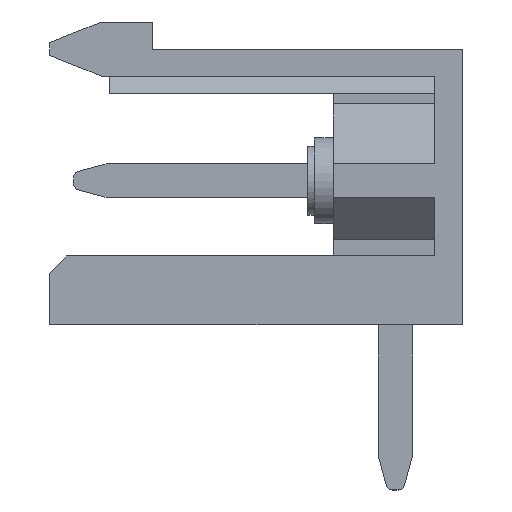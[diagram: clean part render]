
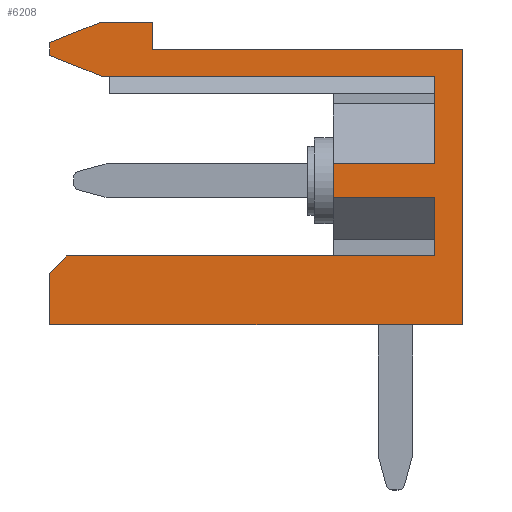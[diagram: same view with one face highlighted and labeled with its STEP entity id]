
A CAD part, left-side view. The second image highlights one B-rep face of the part: STEP entity #6208.
In plain terms, the highlighted planar face has unit normal (-1, 0, 0).
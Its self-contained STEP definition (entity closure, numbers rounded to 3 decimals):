
#56 = ORIENTED_EDGE ( 'NONE', *, *, #8694, .T. ) ;
#364 = CARTESIAN_POINT ( 'NONE',  ( 0., 11.5, -6. ) ) ;
#550 = DIRECTION ( 'NONE',  ( 0., 0., 1. ) ) ;
#643 = LINE ( 'NONE', #16209, #4426 ) ;
#728 = LINE ( 'NONE', #8628, #16968 ) ;
#923 = EDGE_CURVE ( 'NONE', #14441, #20206, #12404, .T. ) ;
#973 = LINE ( 'NONE', #10838, #12918 ) ;
#1008 = EDGE_LOOP ( 'NONE', ( #12914, #56, #18518, #4076, #5698, #9283, #19770, #7981, #15135, #10304, #1791, #2786, #1243, #10379, #18557, #11668, #1529 ) ) ;
#1243 = ORIENTED_EDGE ( 'NONE', *, *, #12103, .F. ) ;
#1253 = CARTESIAN_POINT ( 'NONE',  ( 0., 12., -8. ) ) ;
#1283 = CARTESIAN_POINT ( 'NONE',  ( 0., 0., 0. ) ) ;
#1516 = DIRECTION ( 'NONE',  ( 0., 0.928, 0.371 ) ) ;
#1529 = ORIENTED_EDGE ( 'NONE', *, *, #3450, .F. ) ;
#1550 = EDGE_CURVE ( 'NONE', #7400, #19314, #3990, .T. ) ;
#1791 = ORIENTED_EDGE ( 'NONE', *, *, #5654, .F. ) ;
#1826 = LINE ( 'NONE', #2698, #18572 ) ;
#1834 = DIRECTION ( 'NONE',  ( 0., 1., 0. ) ) ;
#1883 = CARTESIAN_POINT ( 'NONE',  ( 0., 0., 0. ) ) ;
#1901 = VECTOR ( 'NONE', #8416, 1000. ) ;
#2133 = CARTESIAN_POINT ( 'NONE',  ( 0., 0.8, -3.31 ) ) ;
#2289 = LINE ( 'NONE', #12385, #10435 ) ;
#2595 = CARTESIAN_POINT ( 'NONE',  ( 0., 10.5, 0.8 ) ) ;
#2698 = CARTESIAN_POINT ( 'NONE',  ( 0., 9.01, 0.8 ) ) ;
#2786 = ORIENTED_EDGE ( 'NONE', *, *, #3979, .F. ) ;
#2799 = EDGE_CURVE ( 'NONE', #7400, #16812, #643, .T. ) ;
#2911 = DIRECTION ( 'NONE',  ( 0., -1., 0. ) ) ;
#2919 = EDGE_CURVE ( 'NONE', #12818, #12229, #10554, .T. ) ;
#3242 = PLANE ( 'NONE',  #11826 ) ;
#3450 = EDGE_CURVE ( 'NONE', #19795, #20282, #4475, .T. ) ;
#3520 = CARTESIAN_POINT ( 'NONE',  ( 0., 10.5, -0.77 ) ) ;
#3971 = VECTOR ( 'NONE', #18108, 1000. ) ;
#3979 = EDGE_CURVE ( 'NONE', #16019, #8459, #14873, .T. ) ;
#3990 = LINE ( 'NONE', #15814, #20693 ) ;
#4076 = ORIENTED_EDGE ( 'NONE', *, *, #18613, .F. ) ;
#4426 = VECTOR ( 'NONE', #17851, 1000. ) ;
#4475 = LINE ( 'NONE', #16470, #3971 ) ;
#4498 = LINE ( 'NONE', #12071, #12644 ) ;
#4691 = VECTOR ( 'NONE', #16020, 1000. ) ;
#4873 = CARTESIAN_POINT ( 'NONE',  ( 0., 0., 0. ) ) ;
#5161 = CARTESIAN_POINT ( 'NONE',  ( 0., 10.5, -0.77 ) ) ;
#5654 = EDGE_CURVE ( 'NONE', #8459, #13786, #19096, .T. ) ;
#5698 = ORIENTED_EDGE ( 'NONE', *, *, #2919, .F. ) ;
#6103 = EDGE_CURVE ( 'NONE', #20206, #6575, #1826, .T. ) ;
#6208 = ADVANCED_FACE ( 'NONE', ( #12236 ), #3242, .F. ) ;
#6510 = DIRECTION ( 'NONE',  ( 1., 0., 0. ) ) ;
#6575 = VERTEX_POINT ( 'NONE', #12685 ) ;
#6915 = EDGE_CURVE ( 'NONE', #16039, #14441, #15738, .T. ) ;
#7015 = CARTESIAN_POINT ( 'NONE',  ( 0., 0.8, -6. ) ) ;
#7314 = CARTESIAN_POINT ( 'NONE',  ( 0., 12., -6.5 ) ) ;
#7400 = VERTEX_POINT ( 'NONE', #13210 ) ;
#7981 = ORIENTED_EDGE ( 'NONE', *, *, #923, .F. ) ;
#8070 = VECTOR ( 'NONE', #9603, 1000. ) ;
#8281 = CARTESIAN_POINT ( 'NONE',  ( 0., 0.8, -6. ) ) ;
#8416 = DIRECTION ( 'NONE',  ( 0., 0., -1. ) ) ;
#8459 = VERTEX_POINT ( 'NONE', #3520 ) ;
#8628 = CARTESIAN_POINT ( 'NONE',  ( 0., 12., -8. ) ) ;
#8694 = EDGE_CURVE ( 'NONE', #9644, #14169, #973, .T. ) ;
#9036 = VECTOR ( 'NONE', #14859, 1000. ) ;
#9087 = CARTESIAN_POINT ( 'NONE',  ( 0., 12., 0.2 ) ) ;
#9243 = DIRECTION ( 'NONE',  ( 0., 0., -1. ) ) ;
#9283 = ORIENTED_EDGE ( 'NONE', *, *, #13037, .F. ) ;
#9603 = DIRECTION ( 'NONE',  ( 0., -1., 0. ) ) ;
#9616 = CARTESIAN_POINT ( 'NONE',  ( 0., 12., -0.17 ) ) ;
#9644 = VERTEX_POINT ( 'NONE', #364 ) ;
#10176 = LINE ( 'NONE', #14085, #18293 ) ;
#10304 = ORIENTED_EDGE ( 'NONE', *, *, #14137, .F. ) ;
#10379 = ORIENTED_EDGE ( 'NONE', *, *, #1550, .F. ) ;
#10435 = VECTOR ( 'NONE', #14011, 1000. ) ;
#10504 = VECTOR ( 'NONE', #1516, 1000. ) ;
#10542 = CARTESIAN_POINT ( 'NONE',  ( 0., 10.5, 0.8 ) ) ;
#10554 = LINE ( 'NONE', #1883, #1901 ) ;
#10838 = CARTESIAN_POINT ( 'NONE',  ( 0., 11.5, -6. ) ) ;
#11668 = ORIENTED_EDGE ( 'NONE', *, *, #19655, .T. ) ;
#11826 = AXIS2_PLACEMENT_3D ( 'NONE', #4873, #6510, #17860 ) ;
#11964 = DIRECTION ( 'NONE',  ( 0., -0.928, 0.371 ) ) ;
#12071 = CARTESIAN_POINT ( 'NONE',  ( 0., 12., -0.17 ) ) ;
#12103 = EDGE_CURVE ( 'NONE', #19314, #16019, #2289, .T. ) ;
#12229 = VERTEX_POINT ( 'NONE', #12677 ) ;
#12236 = FACE_OUTER_BOUND ( 'NONE', #1008, .T. ) ;
#12385 = CARTESIAN_POINT ( 'NONE',  ( 0., 0.8, -0.77 ) ) ;
#12404 = LINE ( 'NONE', #10542, #8070 ) ;
#12644 = VECTOR ( 'NONE', #20124, 1000. ) ;
#12677 = CARTESIAN_POINT ( 'NONE',  ( 0., 0., -8. ) ) ;
#12684 = CARTESIAN_POINT ( 'NONE',  ( 0., 3.75, -4.31 ) ) ;
#12685 = CARTESIAN_POINT ( 'NONE',  ( 0., 9.01, 0. ) ) ;
#12818 = VERTEX_POINT ( 'NONE', #1283 ) ;
#12914 = ORIENTED_EDGE ( 'NONE', *, *, #18327, .F. ) ;
#12918 = VECTOR ( 'NONE', #18970, 1000. ) ;
#13037 = EDGE_CURVE ( 'NONE', #6575, #12818, #10176, .T. ) ;
#13210 = CARTESIAN_POINT ( 'NONE',  ( 0., 3.75, -3.31 ) ) ;
#13240 = CARTESIAN_POINT ( 'NONE',  ( 0., 0., -8. ) ) ;
#13534 = DIRECTION ( 'NONE',  ( 0., -1., 0. ) ) ;
#13786 = VERTEX_POINT ( 'NONE', #9616 ) ;
#14011 = DIRECTION ( 'NONE',  ( 0., 0., 1. ) ) ;
#14085 = CARTESIAN_POINT ( 'NONE',  ( 0., 9.01, 0. ) ) ;
#14137 = EDGE_CURVE ( 'NONE', #13786, #16039, #4498, .T. ) ;
#14169 = VERTEX_POINT ( 'NONE', #7314 ) ;
#14376 = CARTESIAN_POINT ( 'NONE',  ( 0., 3.75, -4.31 ) ) ;
#14441 = VERTEX_POINT ( 'NONE', #2595 ) ;
#14859 = DIRECTION ( 'NONE',  ( 0., 1., 0. ) ) ;
#14873 = LINE ( 'NONE', #5161, #19172 ) ;
#15135 = ORIENTED_EDGE ( 'NONE', *, *, #6915, .F. ) ;
#15142 = VECTOR ( 'NONE', #13534, 1000. ) ;
#15537 = CARTESIAN_POINT ( 'NONE',  ( 0., 0.8, -0.77 ) ) ;
#15738 = LINE ( 'NONE', #20016, #19034 ) ;
#15814 = CARTESIAN_POINT ( 'NONE',  ( 0., 3.75, -3.31 ) ) ;
#16019 = VERTEX_POINT ( 'NONE', #15537 ) ;
#16020 = DIRECTION ( 'NONE',  ( 0., -1., 0. ) ) ;
#16039 = VERTEX_POINT ( 'NONE', #9087 ) ;
#16209 = CARTESIAN_POINT ( 'NONE',  ( 0., 3.75, -3.31 ) ) ;
#16470 = CARTESIAN_POINT ( 'NONE',  ( 0., 0.8, -0.77 ) ) ;
#16812 = VERTEX_POINT ( 'NONE', #12684 ) ;
#16968 = VECTOR ( 'NONE', #550, 1000. ) ;
#17124 = EDGE_CURVE ( 'NONE', #20096, #14169, #728, .T. ) ;
#17640 = LINE ( 'NONE', #14376, #4691 ) ;
#17663 = LINE ( 'NONE', #13240, #9036 ) ;
#17851 = DIRECTION ( 'NONE',  ( 0., 0., -1. ) ) ;
#17860 = DIRECTION ( 'NONE',  ( 0., 0., -1. ) ) ;
#18108 = DIRECTION ( 'NONE',  ( 0., 0., 1. ) ) ;
#18293 = VECTOR ( 'NONE', #20579, 1000. ) ;
#18327 = EDGE_CURVE ( 'NONE', #9644, #19795, #19437, .T. ) ;
#18518 = ORIENTED_EDGE ( 'NONE', *, *, #17124, .F. ) ;
#18557 = ORIENTED_EDGE ( 'NONE', *, *, #2799, .T. ) ;
#18572 = VECTOR ( 'NONE', #9243, 1000. ) ;
#18613 = EDGE_CURVE ( 'NONE', #12229, #20096, #17663, .T. ) ;
#18970 = DIRECTION ( 'NONE',  ( 0., 0.707, -0.707 ) ) ;
#19034 = VECTOR ( 'NONE', #11964, 1000. ) ;
#19096 = LINE ( 'NONE', #20895, #10504 ) ;
#19172 = VECTOR ( 'NONE', #1834, 1000. ) ;
#19314 = VERTEX_POINT ( 'NONE', #2133 ) ;
#19437 = LINE ( 'NONE', #7015, #15142 ) ;
#19602 = CARTESIAN_POINT ( 'NONE',  ( 0., 0.8, -4.31 ) ) ;
#19655 = EDGE_CURVE ( 'NONE', #16812, #20282, #17640, .T. ) ;
#19770 = ORIENTED_EDGE ( 'NONE', *, *, #6103, .F. ) ;
#19795 = VERTEX_POINT ( 'NONE', #8281 ) ;
#20016 = CARTESIAN_POINT ( 'NONE',  ( 0., 10.5, 0.8 ) ) ;
#20096 = VERTEX_POINT ( 'NONE', #1253 ) ;
#20124 = DIRECTION ( 'NONE',  ( 0., 0., 1. ) ) ;
#20206 = VERTEX_POINT ( 'NONE', #20973 ) ;
#20282 = VERTEX_POINT ( 'NONE', #19602 ) ;
#20579 = DIRECTION ( 'NONE',  ( 0., -1., 0. ) ) ;
#20693 = VECTOR ( 'NONE', #2911, 1000. ) ;
#20895 = CARTESIAN_POINT ( 'NONE',  ( 0., 12., -0.17 ) ) ;
#20973 = CARTESIAN_POINT ( 'NONE',  ( 0., 9.01, 0.8 ) ) ;
